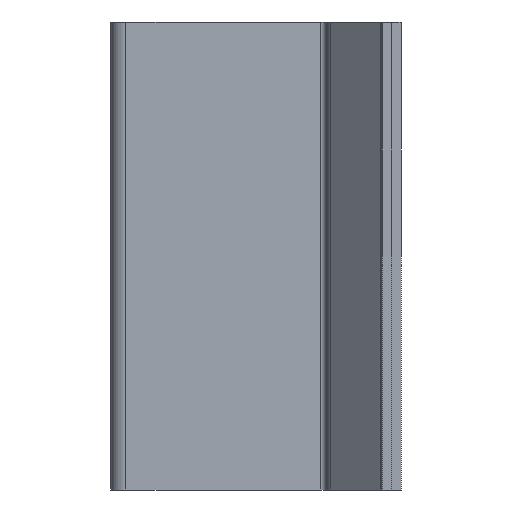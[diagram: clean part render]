
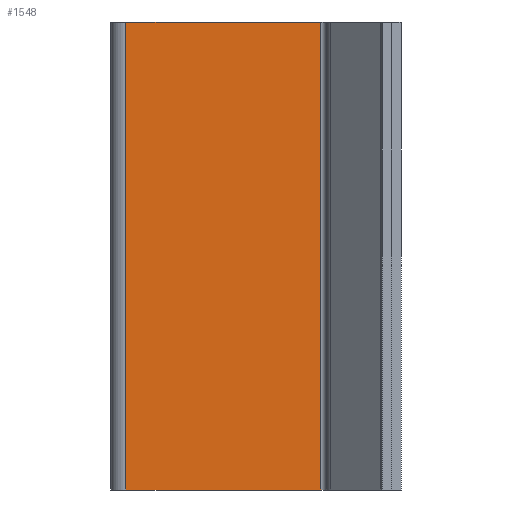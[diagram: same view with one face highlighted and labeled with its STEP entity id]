
A CAD part, left-side view. The second image highlights one B-rep face of the part: STEP entity #1548.
In plain terms, the highlighted planar face has unit normal (-1, 0, 0).
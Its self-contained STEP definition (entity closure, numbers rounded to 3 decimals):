
#73 = DIRECTION ( 'NONE',  ( 0., 0., -1. ) ) ;
#96 = CARTESIAN_POINT ( 'NONE',  ( -126.5, 7.6, 0. ) ) ;
#246 = CARTESIAN_POINT ( 'NONE',  ( -126.5, 7.6, 50. ) ) ;
#370 = ORIENTED_EDGE ( 'NONE', *, *, #1526, .F. ) ;
#569 = LINE ( 'NONE', #1940, #685 ) ;
#674 = LINE ( 'NONE', #1270, #890 ) ;
#685 = VECTOR ( 'NONE', #73, 1000. ) ;
#715 = LINE ( 'NONE', #1399, #1101 ) ;
#722 = ORIENTED_EDGE ( 'NONE', *, *, #1995, .F. ) ;
#827 = CARTESIAN_POINT ( 'NONE',  ( -126.5, 29., 0. ) ) ;
#844 = DIRECTION ( 'NONE',  ( 0., 0., 1. ) ) ;
#890 = VECTOR ( 'NONE', #1743, 1000. ) ;
#945 = EDGE_LOOP ( 'NONE', ( #370, #1410, #722, #950 ) ) ;
#950 = ORIENTED_EDGE ( 'NONE', *, *, #1514, .F. ) ;
#993 = CARTESIAN_POINT ( 'NONE',  ( -126.5, 29., 50. ) ) ;
#1030 = EDGE_CURVE ( 'NONE', #1281, #1615, #715, .T. ) ;
#1072 = CARTESIAN_POINT ( 'NONE',  ( -126.5, 28.4, 50. ) ) ;
#1101 = VECTOR ( 'NONE', #1951, 1000. ) ;
#1133 = VECTOR ( 'NONE', #1783, 1000. ) ;
#1161 = VERTEX_POINT ( 'NONE', #96 ) ;
#1179 = FACE_OUTER_BOUND ( 'NONE', #945, .T. ) ;
#1212 = LINE ( 'NONE', #827, #1133 ) ;
#1270 = CARTESIAN_POINT ( 'NONE',  ( -126.5, 28.4, 50. ) ) ;
#1281 = VERTEX_POINT ( 'NONE', #1072 ) ;
#1399 = CARTESIAN_POINT ( 'NONE',  ( -126.5, 29., 50. ) ) ;
#1410 = ORIENTED_EDGE ( 'NONE', *, *, #1030, .F. ) ;
#1450 = VERTEX_POINT ( 'NONE', #1456 ) ;
#1456 = CARTESIAN_POINT ( 'NONE',  ( -126.5, 28.4, 0. ) ) ;
#1477 = PLANE ( 'NONE',  #1482 ) ;
#1482 = AXIS2_PLACEMENT_3D ( 'NONE', #993, #1791, #844 ) ;
#1514 = EDGE_CURVE ( 'NONE', #1161, #1450, #1212, .T. ) ;
#1526 = EDGE_CURVE ( 'NONE', #1615, #1161, #569, .T. ) ;
#1548 = ADVANCED_FACE ( 'NONE', ( #1179 ), #1477, .T. ) ;
#1615 = VERTEX_POINT ( 'NONE', #246 ) ;
#1743 = DIRECTION ( 'NONE',  ( 0., 0., 1. ) ) ;
#1783 = DIRECTION ( 'NONE',  ( 0., 1., 0. ) ) ;
#1791 = DIRECTION ( 'NONE',  ( -1., 0., 0. ) ) ;
#1940 = CARTESIAN_POINT ( 'NONE',  ( -126.5, 7.6, 0. ) ) ;
#1951 = DIRECTION ( 'NONE',  ( 0., -1., 0. ) ) ;
#1995 = EDGE_CURVE ( 'NONE', #1450, #1281, #674, .T. ) ;
